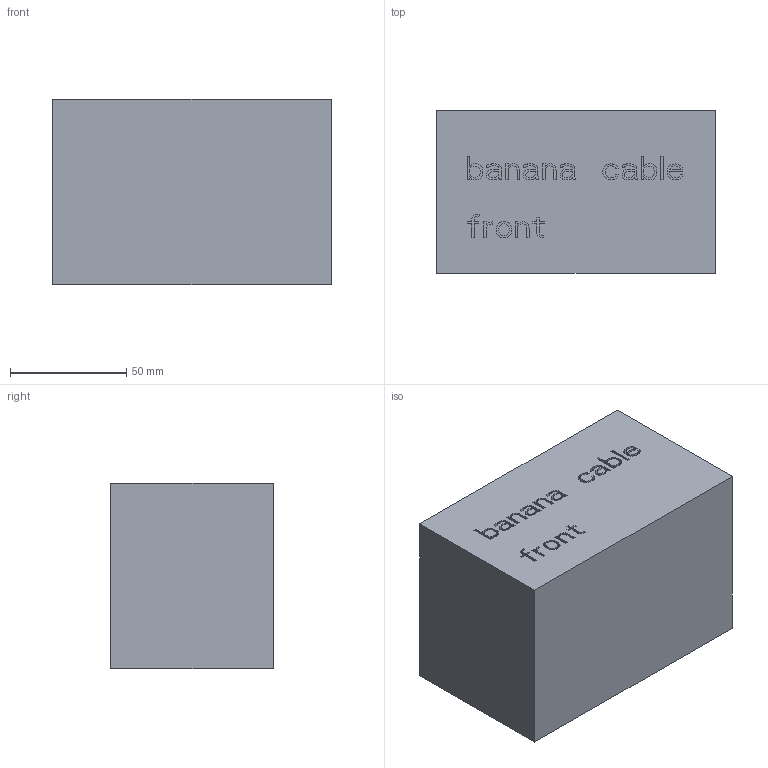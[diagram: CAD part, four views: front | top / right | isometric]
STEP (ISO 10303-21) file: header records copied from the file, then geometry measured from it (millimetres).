
FILE_DESCRIPTION((''),'2;1');
FILE_NAME('BANANENKABEL','2026-02-09T09:48:09',('Samuel'),(''),'CREO PARAMETRIC BY PTC INC, 2023073','CREO PARAMETRIC BY PTC INC, 2023073','');
FILE_SCHEMA(('CONFIG_CONTROL_DESIGN'));
Length unit declared in the file: millimetre
Products named in the file (1): BANANENKABEL
Bounding box: 120 x 70 x 80 mm (x, y, z)
Volume: 669156.2 mm3; surface area: 53180.9 mm2
Topology: 1 solids, 1 shells, 1125 faces, 3228 edges, 2152 vertices
Faces by surface type: plane 1125
Entity records: 36040 total; most frequent: CARTESIAN_POINT 6505, ORIENTED_EDGE 6456, DIRECTION 5478, VECTOR 3228, LINE 3228, EDGE_CURVE 3228, VERTEX_POINT 2152, EDGE_LOOP 1172
